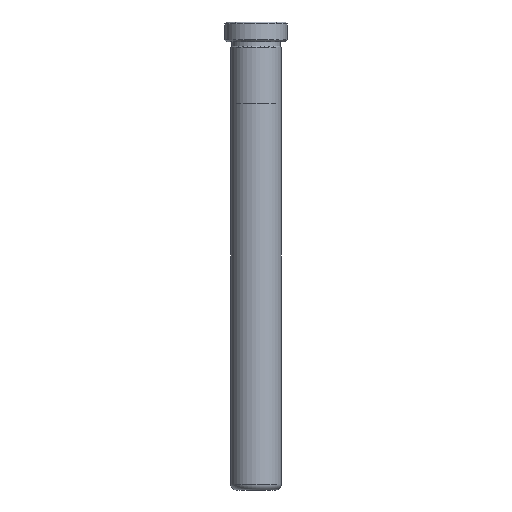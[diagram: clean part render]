
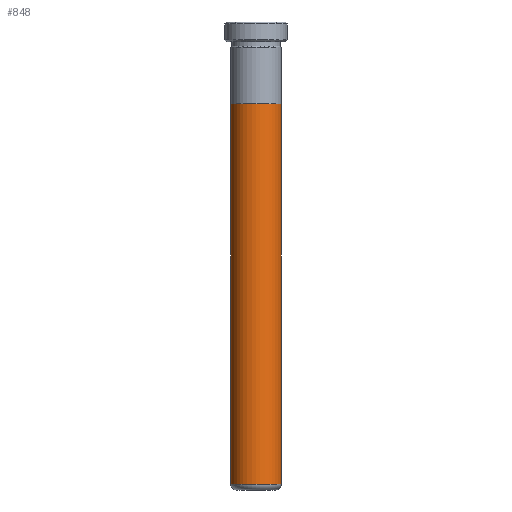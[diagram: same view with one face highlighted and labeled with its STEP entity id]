
A CAD part, front view. The second image highlights one B-rep face of the part: STEP entity #848.
In plain terms, the highlighted cylindrical face has radius 6.495 mm (diameter 12.99 mm), a partial arc.
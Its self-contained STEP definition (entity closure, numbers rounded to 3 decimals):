
#179 = EDGE_CURVE ( 'NONE', #520, #1038, #566, .T. ) ;
#191 = ORIENTED_EDGE ( 'NONE', *, *, #793, .F. ) ;
#269 = VECTOR ( 'NONE', #1113, 1000. ) ;
#309 = CARTESIAN_POINT ( 'NONE',  ( -6.495, 0., 1.5 ) ) ;
#336 = VECTOR ( 'NONE', #1341, 1000. ) ;
#347 = CARTESIAN_POINT ( 'NONE',  ( 0., 0., 115. ) ) ;
#450 = EDGE_LOOP ( 'NONE', ( #1013, #191, #1502, #1202 ) ) ;
#493 = DIRECTION ( 'NONE',  ( 0., 0., 1. ) ) ;
#520 = VERTEX_POINT ( 'NONE', #309 ) ;
#558 = CYLINDRICAL_SURFACE ( 'NONE', #828, 6.495 ) ;
#560 = CARTESIAN_POINT ( 'NONE',  ( -6.495, 0., 115. ) ) ;
#566 = CIRCLE ( 'NONE', #1430, 6.495 ) ;
#576 = DIRECTION ( 'NONE',  ( 0., 0., 1. ) ) ;
#582 = CARTESIAN_POINT ( 'NONE',  ( 6.495, 0., 99. ) ) ;
#633 = EDGE_CURVE ( 'NONE', #695, #520, #1210, .T. ) ;
#676 = CARTESIAN_POINT ( 'NONE',  ( 6.495, 0., 115. ) ) ;
#694 = EDGE_CURVE ( 'NONE', #1083, #1038, #872, .T. ) ;
#695 = VERTEX_POINT ( 'NONE', #1459 ) ;
#793 = EDGE_CURVE ( 'NONE', #695, #1083, #801, .T. ) ;
#801 = CIRCLE ( 'NONE', #883, 6.495 ) ;
#828 = AXIS2_PLACEMENT_3D ( 'NONE', #347, #1024, #907 ) ;
#848 = ADVANCED_FACE ( 'NONE', ( #1068 ), #558, .T. ) ;
#872 = LINE ( 'NONE', #676, #269 ) ;
#883 = AXIS2_PLACEMENT_3D ( 'NONE', #1247, #576, #1359 ) ;
#907 = DIRECTION ( 'NONE',  ( -1., 0., 0. ) ) ;
#1013 = ORIENTED_EDGE ( 'NONE', *, *, #694, .F. ) ;
#1024 = DIRECTION ( 'NONE',  ( 0., 0., -1. ) ) ;
#1038 = VERTEX_POINT ( 'NONE', #1044 ) ;
#1044 = CARTESIAN_POINT ( 'NONE',  ( 6.495, 0., 1.5 ) ) ;
#1068 = FACE_OUTER_BOUND ( 'NONE', #450, .T. ) ;
#1083 = VERTEX_POINT ( 'NONE', #582 ) ;
#1113 = DIRECTION ( 'NONE',  ( 0., 0., -1. ) ) ;
#1158 = CARTESIAN_POINT ( 'NONE',  ( 0., 0., 1.5 ) ) ;
#1202 = ORIENTED_EDGE ( 'NONE', *, *, #179, .T. ) ;
#1210 = LINE ( 'NONE', #560, #336 ) ;
#1247 = CARTESIAN_POINT ( 'NONE',  ( 0., 0., 99. ) ) ;
#1273 = DIRECTION ( 'NONE',  ( 1., 0., 0. ) ) ;
#1341 = DIRECTION ( 'NONE',  ( 0., 0., -1. ) ) ;
#1359 = DIRECTION ( 'NONE',  ( 1., 0., 0. ) ) ;
#1430 = AXIS2_PLACEMENT_3D ( 'NONE', #1158, #493, #1273 ) ;
#1459 = CARTESIAN_POINT ( 'NONE',  ( -6.495, 0., 99. ) ) ;
#1502 = ORIENTED_EDGE ( 'NONE', *, *, #633, .T. ) ;
